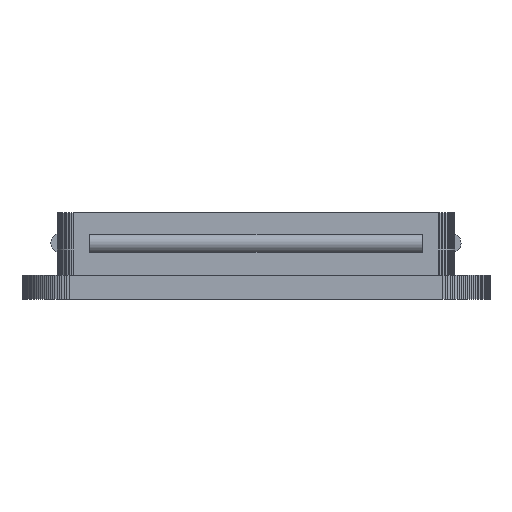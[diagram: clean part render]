
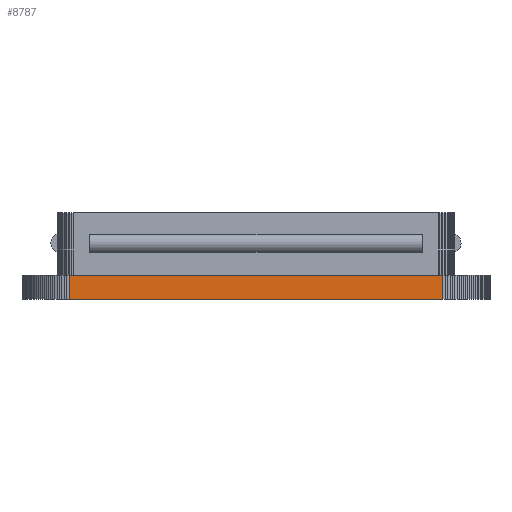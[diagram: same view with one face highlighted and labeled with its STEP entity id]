
A CAD part, front view. The second image highlights one B-rep face of the part: STEP entity #8787.
In plain terms, the highlighted planar face has unit normal (0, -1, 0).
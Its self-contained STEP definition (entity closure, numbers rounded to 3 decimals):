
#32 = PLANE('',#33);
#33 = AXIS2_PLACEMENT_3D('',#34,#35,#36);
#34 = CARTESIAN_POINT('',(0.,0.,-1.5));
#35 = DIRECTION('',(-0.,-0.,-1.));
#36 = DIRECTION('',(-1.,0.,0.));
#1037 = VERTEX_POINT('',#1038);
#1038 = CARTESIAN_POINT('',(11.625,-23.549,-1.5));
#1052 = PLANE('',#1053);
#1053 = AXIS2_PLACEMENT_3D('',#1054,#1055,#1056);
#1054 = CARTESIAN_POINT('',(11.699,-23.545,-0.75));
#1055 = DIRECTION('',(0.05,-0.999,0.));
#1056 = DIRECTION('',(-0.999,-0.05,0.));
#1064 = EDGE_CURVE('',#1065,#1037,#1067,.T.);
#1065 = VERTEX_POINT('',#1066);
#1066 = CARTESIAN_POINT('',(-11.625,-23.549,-1.5));
#1067 = SURFACE_CURVE('',#1068,(#1072,#1079),.PCURVE_S1.);
#1068 = LINE('',#1069,#1070);
#1069 = CARTESIAN_POINT('',(-11.625,-23.549,-1.5));
#1070 = VECTOR('',#1071,1.);
#1071 = DIRECTION('',(1.,0.,0.));
#1072 = PCURVE('',#32,#1073);
#1073 = DEFINITIONAL_REPRESENTATION('',(#1074),#1078);
#1074 = LINE('',#1075,#1076);
#1075 = CARTESIAN_POINT('',(11.625,-23.549));
#1076 = VECTOR('',#1077,1.);
#1077 = DIRECTION('',(-1.,0.));
#1078 = ( GEOMETRIC_REPRESENTATION_CONTEXT(2) 
PARAMETRIC_REPRESENTATION_CONTEXT() REPRESENTATION_CONTEXT('2D SPACE',''
  ) );
#1079 = PCURVE('',#1080,#1085);
#1080 = PLANE('',#1081);
#1081 = AXIS2_PLACEMENT_3D('',#1082,#1083,#1084);
#1082 = CARTESIAN_POINT('',(0.,-23.549,-0.75));
#1083 = DIRECTION('',(-0.,-1.,-0.));
#1084 = DIRECTION('',(0.,0.,-1.));
#1085 = DEFINITIONAL_REPRESENTATION('',(#1086),#1090);
#1086 = LINE('',#1087,#1088);
#1087 = CARTESIAN_POINT('',(0.75,-11.625));
#1088 = VECTOR('',#1089,1.);
#1089 = DIRECTION('',(0.,1.));
#1090 = ( GEOMETRIC_REPRESENTATION_CONTEXT(2) 
PARAMETRIC_REPRESENTATION_CONTEXT() REPRESENTATION_CONTEXT('2D SPACE',''
  ) );
#1108 = PLANE('',#1109);
#1109 = AXIS2_PLACEMENT_3D('',#1110,#1111,#1112);
#1110 = CARTESIAN_POINT('',(-11.699,-23.545,-0.75));
#1111 = DIRECTION('',(-0.05,-0.999,
    0.));
#1112 = DIRECTION('',(-0.999,0.05,0.));
#5178 = PLANE('',#5179);
#5179 = AXIS2_PLACEMENT_3D('',#5180,#5181,#5182);
#5180 = CARTESIAN_POINT('',(0.,0.,0.));
#5181 = DIRECTION('',(0.,0.,1.));
#5182 = DIRECTION('',(1.,0.,0.));
#8696 = VERTEX_POINT('',#8697);
#8697 = CARTESIAN_POINT('',(11.625,-23.549,0.));
#8718 = EDGE_CURVE('',#1037,#8696,#8719,.T.);
#8719 = SURFACE_CURVE('',#8720,(#8724,#8731),.PCURVE_S1.);
#8720 = LINE('',#8721,#8722);
#8721 = CARTESIAN_POINT('',(11.625,-23.549,-1.5));
#8722 = VECTOR('',#8723,1.);
#8723 = DIRECTION('',(0.,0.,1.));
#8724 = PCURVE('',#1052,#8725);
#8725 = DEFINITIONAL_REPRESENTATION('',(#8726),#8730);
#8726 = LINE('',#8727,#8728);
#8727 = CARTESIAN_POINT('',(0.075,0.75));
#8728 = VECTOR('',#8729,1.);
#8729 = DIRECTION('',(0.,-1.));
#8730 = ( GEOMETRIC_REPRESENTATION_CONTEXT(2) 
PARAMETRIC_REPRESENTATION_CONTEXT() REPRESENTATION_CONTEXT('2D SPACE',''
  ) );
#8731 = PCURVE('',#1080,#8732);
#8732 = DEFINITIONAL_REPRESENTATION('',(#8733),#8737);
#8733 = LINE('',#8734,#8735);
#8734 = CARTESIAN_POINT('',(0.75,11.625));
#8735 = VECTOR('',#8736,1.);
#8736 = DIRECTION('',(-1.,0.));
#8737 = ( GEOMETRIC_REPRESENTATION_CONTEXT(2) 
PARAMETRIC_REPRESENTATION_CONTEXT() REPRESENTATION_CONTEXT('2D SPACE',''
  ) );
#8787 = ADVANCED_FACE('',(#8788),#1080,.T.);
#8788 = FACE_BOUND('',#8789,.T.);
#8789 = EDGE_LOOP('',(#8790,#8791,#8792,#8815));
#8790 = ORIENTED_EDGE('',*,*,#1064,.T.);
#8791 = ORIENTED_EDGE('',*,*,#8718,.T.);
#8792 = ORIENTED_EDGE('',*,*,#8793,.T.);
#8793 = EDGE_CURVE('',#8696,#8794,#8796,.T.);
#8794 = VERTEX_POINT('',#8795);
#8795 = CARTESIAN_POINT('',(-11.625,-23.549,0.));
#8796 = SURFACE_CURVE('',#8797,(#8801,#8808),.PCURVE_S1.);
#8797 = LINE('',#8798,#8799);
#8798 = CARTESIAN_POINT('',(11.625,-23.549,0.));
#8799 = VECTOR('',#8800,1.);
#8800 = DIRECTION('',(-1.,0.,0.));
#8801 = PCURVE('',#1080,#8802);
#8802 = DEFINITIONAL_REPRESENTATION('',(#8803),#8807);
#8803 = LINE('',#8804,#8805);
#8804 = CARTESIAN_POINT('',(-0.75,11.625));
#8805 = VECTOR('',#8806,1.);
#8806 = DIRECTION('',(0.,-1.));
#8807 = ( GEOMETRIC_REPRESENTATION_CONTEXT(2) 
PARAMETRIC_REPRESENTATION_CONTEXT() REPRESENTATION_CONTEXT('2D SPACE',''
  ) );
#8808 = PCURVE('',#5178,#8809);
#8809 = DEFINITIONAL_REPRESENTATION('',(#8810),#8814);
#8810 = LINE('',#8811,#8812);
#8811 = CARTESIAN_POINT('',(11.625,-23.549));
#8812 = VECTOR('',#8813,1.);
#8813 = DIRECTION('',(-1.,0.));
#8814 = ( GEOMETRIC_REPRESENTATION_CONTEXT(2) 
PARAMETRIC_REPRESENTATION_CONTEXT() REPRESENTATION_CONTEXT('2D SPACE',''
  ) );
#8815 = ORIENTED_EDGE('',*,*,#8816,.T.);
#8816 = EDGE_CURVE('',#8794,#1065,#8817,.T.);
#8817 = SURFACE_CURVE('',#8818,(#8822,#8829),.PCURVE_S1.);
#8818 = LINE('',#8819,#8820);
#8819 = CARTESIAN_POINT('',(-11.625,-23.549,0.));
#8820 = VECTOR('',#8821,1.);
#8821 = DIRECTION('',(0.,0.,-1.));
#8822 = PCURVE('',#1080,#8823);
#8823 = DEFINITIONAL_REPRESENTATION('',(#8824),#8828);
#8824 = LINE('',#8825,#8826);
#8825 = CARTESIAN_POINT('',(-0.75,-11.625));
#8826 = VECTOR('',#8827,1.);
#8827 = DIRECTION('',(1.,0.));
#8828 = ( GEOMETRIC_REPRESENTATION_CONTEXT(2) 
PARAMETRIC_REPRESENTATION_CONTEXT() REPRESENTATION_CONTEXT('2D SPACE',''
  ) );
#8829 = PCURVE('',#1108,#8830);
#8830 = DEFINITIONAL_REPRESENTATION('',(#8831),#8835);
#8831 = LINE('',#8832,#8833);
#8832 = CARTESIAN_POINT('',(-0.075,-0.75));
#8833 = VECTOR('',#8834,1.);
#8834 = DIRECTION('',(0.,1.));
#8835 = ( GEOMETRIC_REPRESENTATION_CONTEXT(2) 
PARAMETRIC_REPRESENTATION_CONTEXT() REPRESENTATION_CONTEXT('2D SPACE',''
  ) );
